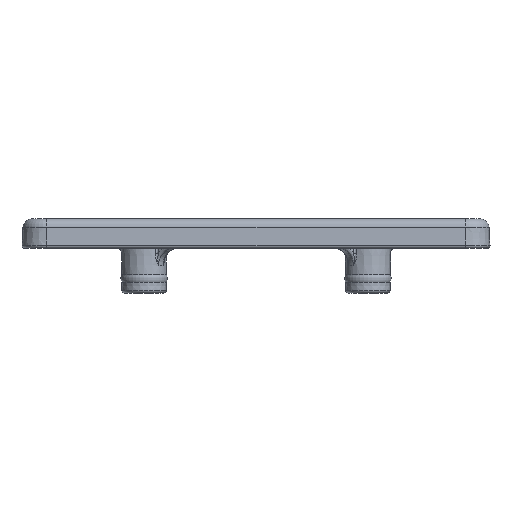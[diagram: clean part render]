
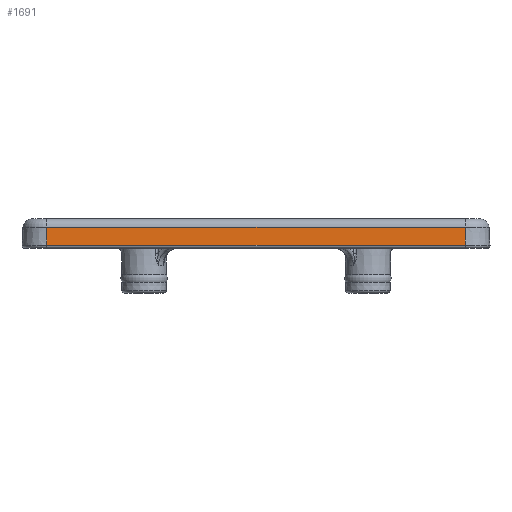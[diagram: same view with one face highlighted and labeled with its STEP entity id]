
A CAD part, front view. The second image highlights one B-rep face of the part: STEP entity #1691.
In plain terms, the highlighted planar face has unit normal (0, -0.999, 0.052).
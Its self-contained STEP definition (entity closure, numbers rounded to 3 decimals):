
#96 = CARTESIAN_POINT ( 'NONE',  ( -35.5, -48., 5. ) ) ;
#153 = FACE_OUTER_BOUND ( 'NONE', #2230, .T. ) ;
#191 = VECTOR ( 'NONE', #4961, 1000. ) ;
#230 = DIRECTION ( 'NONE',  ( 0., -0.999, 0.052 ) ) ;
#287 = VERTEX_POINT ( 'NONE', #6913 ) ;
#391 = LINE ( 'NONE', #7664, #4466 ) ;
#971 = EDGE_CURVE ( 'NONE', #7088, #3181, #1539, .T. ) ;
#978 = CARTESIAN_POINT ( 'NONE',  ( 35.5, -48., 5. ) ) ;
#1065 = ORIENTED_EDGE ( 'NONE', *, *, #971, .F. ) ;
#1539 = LINE ( 'NONE', #978, #6391 ) ;
#1691 = ADVANCED_FACE ( 'NONE', ( #153 ), #7621, .T. ) ;
#2230 = EDGE_LOOP ( 'NONE', ( #6605, #3582, #1065, #3753 ) ) ;
#2753 = LINE ( 'NONE', #6940, #4332 ) ;
#2757 = CARTESIAN_POINT ( 'NONE',  ( 35.5, -48.074, 3.579 ) ) ;
#3181 = VERTEX_POINT ( 'NONE', #4325 ) ;
#3422 = DIRECTION ( 'NONE',  ( 0., -0.052, -0.999 ) ) ;
#3582 = ORIENTED_EDGE ( 'NONE', *, *, #5216, .T. ) ;
#3753 = ORIENTED_EDGE ( 'NONE', *, *, #5269, .T. ) ;
#4322 = CARTESIAN_POINT ( 'NONE',  ( -35.5, -48.074, 3.579 ) ) ;
#4325 = CARTESIAN_POINT ( 'NONE',  ( 35.5, -48.234, 0.526 ) ) ;
#4332 = VECTOR ( 'NONE', #7545, 1000. ) ;
#4466 = VECTOR ( 'NONE', #6333, 1000. ) ;
#4961 = DIRECTION ( 'NONE',  ( 0., -0.052, -0.999 ) ) ;
#5216 = EDGE_CURVE ( 'NONE', #287, #3181, #2753, .T. ) ;
#5269 = EDGE_CURVE ( 'NONE', #7088, #7714, #391, .T. ) ;
#5875 = AXIS2_PLACEMENT_3D ( 'NONE', #6936, #230, #6363 ) ;
#6154 = EDGE_CURVE ( 'NONE', #7714, #287, #6196, .T. ) ;
#6196 = LINE ( 'NONE', #96, #191 ) ;
#6333 = DIRECTION ( 'NONE',  ( -1., 0., 0. ) ) ;
#6363 = DIRECTION ( 'NONE',  ( 0., -0.052, -0.999 ) ) ;
#6391 = VECTOR ( 'NONE', #3422, 1000. ) ;
#6605 = ORIENTED_EDGE ( 'NONE', *, *, #6154, .T. ) ;
#6913 = CARTESIAN_POINT ( 'NONE',  ( -35.5, -48.234, 0.526 ) ) ;
#6936 = CARTESIAN_POINT ( 'NONE',  ( -35.5, -48., 5. ) ) ;
#6940 = CARTESIAN_POINT ( 'NONE',  ( 35.5, -48.234, 0.526 ) ) ;
#7088 = VERTEX_POINT ( 'NONE', #2757 ) ;
#7545 = DIRECTION ( 'NONE',  ( 1., 0., 0. ) ) ;
#7621 = PLANE ( 'NONE',  #5875 ) ;
#7664 = CARTESIAN_POINT ( 'NONE',  ( -35.5, -48.074, 3.579 ) ) ;
#7714 = VERTEX_POINT ( 'NONE', #4322 ) ;
